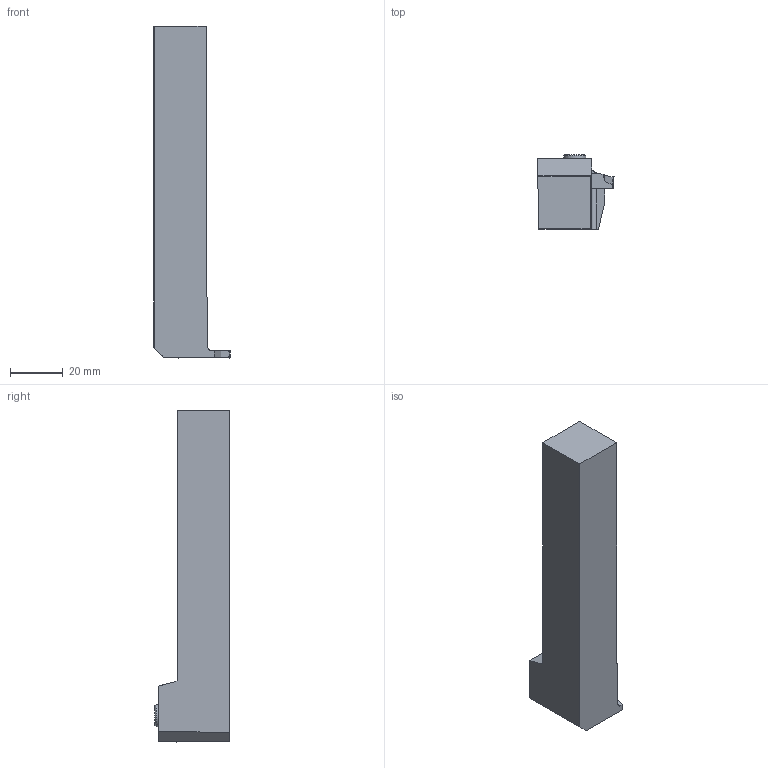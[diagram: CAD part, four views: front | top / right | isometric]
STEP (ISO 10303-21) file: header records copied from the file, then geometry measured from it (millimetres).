
FILE_DESCRIPTION(/* description */ (''),/* implementation_level */ '2;1');
FILE_NAME(/* name */ 'assy.stp',/* time_stamp */ '2018-02-12T12:49:02+01:00',/* author */ (''),/* organization */ ('SMS'),/* preprocessor_version */ 'ST-DEVELOPER v15',/* originating_system */ 'SIEMENS PLM Software NX 8.5',/* authorisation */ '');
FILE_SCHEMA (('AUTOMOTIVE_DESIGN { 1 0 10303 214 3 1 1 1 }'));
Length unit declared in the file: millimetre
Products named in the file (4): ASSEMBLY_CONSTRUCTION; NOCUT; CUT; ASSY
Assembly tree (3 placements, depth 2):
  ASSY
    CUT
    NOCUT
    ASSEMBLY_CONSTRUCTION
Bounding box: 29.03 x 28.4 x 126.37 mm (x, y, z)
Volume: 53067 mm3; surface area: 12026.6 mm2
Topology: 2 solids, 2 shells, 63 faces, 170 edges, 118 vertices
Faces by surface type: plane 50, cylinder 7, bspline 4, cone 2
Full cylindrical faces by diameter (mm): 3.3 x1, 8.5 x1
Entity records: 2342 total; most frequent: CARTESIAN_POINT 645, ORIENTED_EDGE 328, DIRECTION 301, EDGE_CURVE 164, LINE 131, VECTOR 131, VERTEX_POINT 111, AXIS2_PLACEMENT_3D 85
